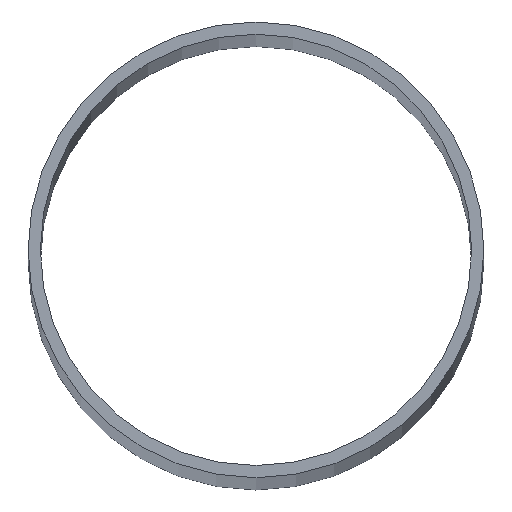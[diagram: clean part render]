
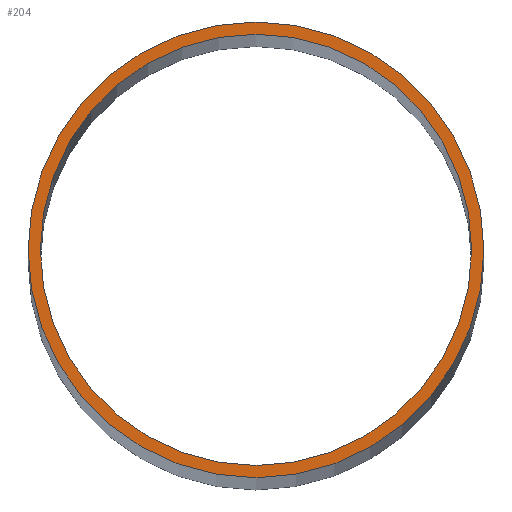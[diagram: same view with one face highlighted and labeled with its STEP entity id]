
A CAD part, top view. The second image highlights one B-rep face of the part: STEP entity #204.
In plain terms, the highlighted planar face has unit normal (0, 0, 1).
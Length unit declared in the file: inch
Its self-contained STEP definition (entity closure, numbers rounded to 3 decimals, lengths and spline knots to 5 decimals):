
#3 = VERTEX_POINT ( 'NONE', #167 ) ;
#12 = EDGE_LOOP ( 'NONE', ( #199, #52 ) ) ;
#15 = DIRECTION ( 'NONE',  ( 1., 0., 0. ) ) ;
#17 = CARTESIAN_POINT ( 'NONE',  ( 0., 0., 216. ) ) ;
#19 = EDGE_CURVE ( 'NONE', #112, #156, #26, .T. ) ;
#20 = PLANE ( 'NONE',  #245 ) ;
#26 = CIRCLE ( 'NONE', #151, 7. ) ;
#35 = CARTESIAN_POINT ( 'NONE',  ( 0., 0., 216. ) ) ;
#39 = EDGE_CURVE ( 'NONE', #114, #3, #129, .T. ) ;
#46 = EDGE_CURVE ( 'NONE', #3, #114, #181, .T. ) ;
#48 = ORIENTED_EDGE ( 'NONE', *, *, #19, .T. ) ;
#50 = CIRCLE ( 'NONE', #152, 7. ) ;
#51 = DIRECTION ( 'NONE',  ( 1., 0., 0. ) ) ;
#52 = ORIENTED_EDGE ( 'NONE', *, *, #46, .F. ) ;
#73 = CARTESIAN_POINT ( 'NONE',  ( 7., 0., 216. ) ) ;
#75 = CARTESIAN_POINT ( 'NONE',  ( -7., 0., 216. ) ) ;
#93 = AXIS2_PLACEMENT_3D ( 'NONE', #35, #95, #15 ) ;
#95 = DIRECTION ( 'NONE',  ( 0., 0., 1. ) ) ;
#112 = VERTEX_POINT ( 'NONE', #75 ) ;
#114 = VERTEX_POINT ( 'NONE', #163 ) ;
#121 = DIRECTION ( 'NONE',  ( 1., 0., 0. ) ) ;
#129 = CIRCLE ( 'NONE', #93, 6.625 ) ;
#132 = DIRECTION ( 'NONE',  ( 1., 0., 0. ) ) ;
#137 = FACE_BOUND ( 'NONE', #12, .T. ) ;
#146 = DIRECTION ( 'NONE',  ( 0., 0., 1. ) ) ;
#151 = AXIS2_PLACEMENT_3D ( 'NONE', #183, #146, #132 ) ;
#152 = AXIS2_PLACEMENT_3D ( 'NONE', #232, #173, #121 ) ;
#153 = DIRECTION ( 'NONE',  ( 1., 0., 0. ) ) ;
#156 = VERTEX_POINT ( 'NONE', #73 ) ;
#163 = CARTESIAN_POINT ( 'NONE',  ( -6.625, 0., 216. ) ) ;
#167 = CARTESIAN_POINT ( 'NONE',  ( 6.625, 0., 216. ) ) ;
#173 = DIRECTION ( 'NONE',  ( 0., 0., 1. ) ) ;
#181 = CIRCLE ( 'NONE', #206, 6.625 ) ;
#183 = CARTESIAN_POINT ( 'NONE',  ( 0., 0., 216. ) ) ;
#188 = DIRECTION ( 'NONE',  ( 0., 0., 1. ) ) ;
#194 = FACE_OUTER_BOUND ( 'NONE', #197, .T. ) ;
#197 = EDGE_LOOP ( 'NONE', ( #48, #219 ) ) ;
#199 = ORIENTED_EDGE ( 'NONE', *, *, #39, .F. ) ;
#204 = ADVANCED_FACE ( 'NONE', ( #194, #137 ), #20, .T. ) ;
#206 = AXIS2_PLACEMENT_3D ( 'NONE', #17, #224, #51 ) ;
#209 = EDGE_CURVE ( 'NONE', #156, #112, #50, .T. ) ;
#219 = ORIENTED_EDGE ( 'NONE', *, *, #209, .T. ) ;
#224 = DIRECTION ( 'NONE',  ( 0., 0., 1. ) ) ;
#230 = CARTESIAN_POINT ( 'NONE',  ( 0., 0., 216. ) ) ;
#232 = CARTESIAN_POINT ( 'NONE',  ( 0., 0., 216. ) ) ;
#245 = AXIS2_PLACEMENT_3D ( 'NONE', #230, #188, #153 ) ;
